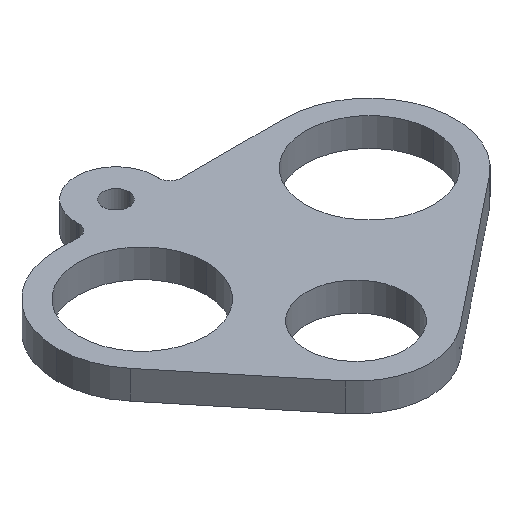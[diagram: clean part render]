
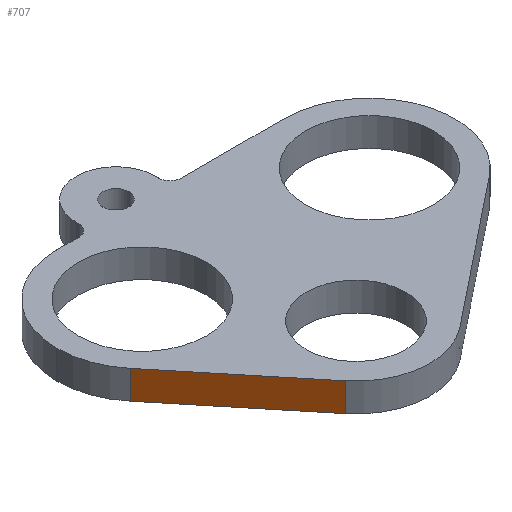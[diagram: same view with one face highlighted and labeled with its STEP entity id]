
A CAD part, isometric view. The second image highlights one B-rep face of the part: STEP entity #707.
In plain terms, the highlighted planar face has unit normal (-0.774, -0.633, 0).
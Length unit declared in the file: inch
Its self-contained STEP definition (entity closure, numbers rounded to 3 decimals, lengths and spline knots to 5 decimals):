
#73 = DIRECTION ( 'NONE',  ( 0., 0., -1. ) ) ;
#75 = EDGE_CURVE ( 'NONE', #467, #200, #579, .T. ) ;
#77 = VERTEX_POINT ( 'NONE', #612 ) ;
#108 = DIRECTION ( 'NONE',  ( 0., 0., -1. ) ) ;
#169 = DIRECTION ( 'NONE',  ( -0.633, 0.774, 0. ) ) ;
#171 = ORIENTED_EDGE ( 'NONE', *, *, #762, .F. ) ;
#177 = DIRECTION ( 'NONE',  ( -0.774, -0.633, 0. ) ) ;
#200 = VERTEX_POINT ( 'NONE', #550 ) ;
#208 = CARTESIAN_POINT ( 'NONE',  ( -0.50312, -0.41155, 0.25 ) ) ;
#231 = CARTESIAN_POINT ( 'NONE',  ( -0.50312, -0.41155, 0. ) ) ;
#247 = ORIENTED_EDGE ( 'NONE', *, *, #75, .F. ) ;
#303 = VECTOR ( 'NONE', #108, 39.37008 ) ;
#375 = CARTESIAN_POINT ( 'NONE',  ( -1.35552, 0.63052, 0.25 ) ) ;
#427 = AXIS2_PLACEMENT_3D ( 'NONE', #572, #177, #645 ) ;
#442 = CARTESIAN_POINT ( 'NONE',  ( -0.50312, -0.41155, 0.25 ) ) ;
#456 = VECTOR ( 'NONE', #73, 39.37008 ) ;
#467 = VERTEX_POINT ( 'NONE', #637 ) ;
#478 = ORIENTED_EDGE ( 'NONE', *, *, #849, .T. ) ;
#505 = LINE ( 'NONE', #649, #303 ) ;
#509 = EDGE_LOOP ( 'NONE', ( #171, #247, #660, #478 ) ) ;
#538 = VECTOR ( 'NONE', #564, 39.37008 ) ;
#540 = VERTEX_POINT ( 'NONE', #375 ) ;
#550 = CARTESIAN_POINT ( 'NONE',  ( -0.50312, -0.41155, 0. ) ) ;
#564 = DIRECTION ( 'NONE',  ( -0.633, 0.774, 0. ) ) ;
#572 = CARTESIAN_POINT ( 'NONE',  ( -0.50312, -0.41155, 0.25 ) ) ;
#579 = LINE ( 'NONE', #208, #456 ) ;
#612 = CARTESIAN_POINT ( 'NONE',  ( -1.35552, 0.63052, 0. ) ) ;
#637 = CARTESIAN_POINT ( 'NONE',  ( -0.50312, -0.41155, 0.25 ) ) ;
#645 = DIRECTION ( 'NONE',  ( 0.633, -0.774, 0. ) ) ;
#649 = CARTESIAN_POINT ( 'NONE',  ( -1.35552, 0.63052, 0.25 ) ) ;
#660 = ORIENTED_EDGE ( 'NONE', *, *, #808, .T. ) ;
#673 = VECTOR ( 'NONE', #169, 39.37008 ) ;
#702 = PLANE ( 'NONE',  #427 ) ;
#707 = ADVANCED_FACE ( 'NONE', ( #764 ), #702, .T. ) ;
#732 = LINE ( 'NONE', #231, #538 ) ;
#762 = EDGE_CURVE ( 'NONE', #200, #77, #732, .T. ) ;
#764 = FACE_OUTER_BOUND ( 'NONE', #509, .T. ) ;
#808 = EDGE_CURVE ( 'NONE', #467, #540, #848, .T. ) ;
#848 = LINE ( 'NONE', #442, #673 ) ;
#849 = EDGE_CURVE ( 'NONE', #540, #77, #505, .T. ) ;
